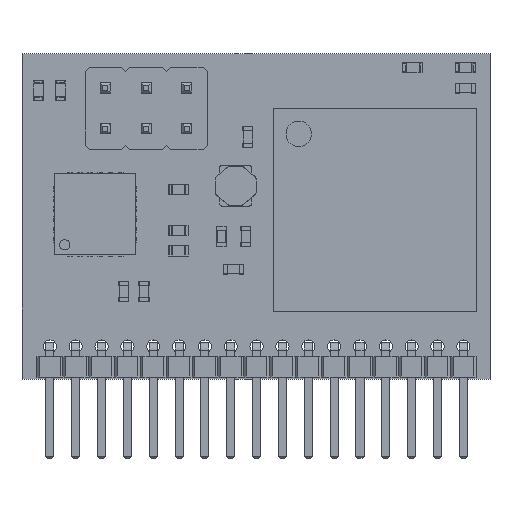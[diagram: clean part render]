
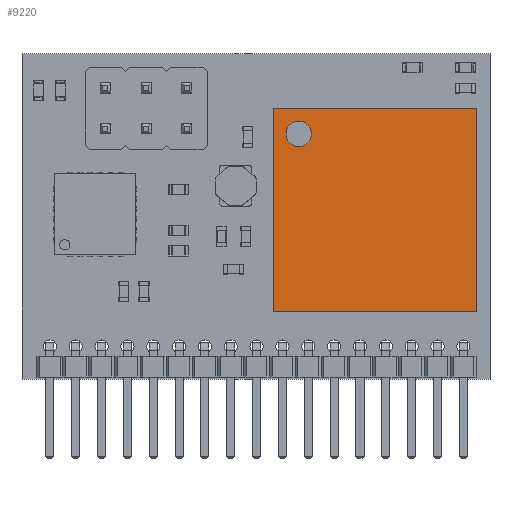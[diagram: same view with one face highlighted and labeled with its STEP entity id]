
A CAD part, top view. The second image highlights one B-rep face of the part: STEP entity #9220.
In plain terms, the highlighted planar face has unit normal (0, 0, 1).
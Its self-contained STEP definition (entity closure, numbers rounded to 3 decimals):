
#9156 = VERTEX_POINT('',#9157);
#9157 = CARTESIAN_POINT('',(-5.,-5.,0.6));
#9172 = VERTEX_POINT('',#9173);
#9173 = CARTESIAN_POINT('',(-5.,5.,0.6));
#9179 = EDGE_CURVE('',#9156,#9172,#9180,.T.);
#9180 = LINE('',#9181,#9182);
#9181 = CARTESIAN_POINT('',(-5.,-5.,0.6));
#9182 = VECTOR('',#9183,1.);
#9183 = DIRECTION('',(0.,1.,0.));
#9202 = EDGE_CURVE('',#9156,#9203,#9205,.T.);
#9203 = VERTEX_POINT('',#9204);
#9204 = CARTESIAN_POINT('',(5.,-5.,0.6));
#9205 = LINE('',#9206,#9207);
#9206 = CARTESIAN_POINT('',(-5.,-5.,0.6));
#9207 = VECTOR('',#9208,1.);
#9208 = DIRECTION('',(1.,0.,0.));
#9220 = ADVANCED_FACE('',(#9221,#9239),#9250,.T.);
#9221 = FACE_BOUND('',#9222,.T.);
#9222 = EDGE_LOOP('',(#9223,#9224,#9225,#9233));
#9223 = ORIENTED_EDGE('',*,*,#9179,.F.);
#9224 = ORIENTED_EDGE('',*,*,#9202,.T.);
#9225 = ORIENTED_EDGE('',*,*,#9226,.T.);
#9226 = EDGE_CURVE('',#9203,#9227,#9229,.T.);
#9227 = VERTEX_POINT('',#9228);
#9228 = CARTESIAN_POINT('',(5.,5.,0.6));
#9229 = LINE('',#9230,#9231);
#9230 = CARTESIAN_POINT('',(5.,-5.,0.6));
#9231 = VECTOR('',#9232,1.);
#9232 = DIRECTION('',(0.,1.,0.));
#9233 = ORIENTED_EDGE('',*,*,#9234,.F.);
#9234 = EDGE_CURVE('',#9172,#9227,#9235,.T.);
#9235 = LINE('',#9236,#9237);
#9236 = CARTESIAN_POINT('',(-5.,5.,0.6));
#9237 = VECTOR('',#9238,1.);
#9238 = DIRECTION('',(1.,0.,0.));
#9239 = FACE_BOUND('',#9240,.T.);
#9240 = EDGE_LOOP('',(#9241));
#9241 = ORIENTED_EDGE('',*,*,#9242,.F.);
#9242 = EDGE_CURVE('',#9243,#9243,#9245,.T.);
#9243 = VERTEX_POINT('',#9244);
#9244 = CARTESIAN_POINT('',(-3.125,3.75,0.6));
#9245 = CIRCLE('',#9246,0.625);
#9246 = AXIS2_PLACEMENT_3D('',#9247,#9248,#9249);
#9247 = CARTESIAN_POINT('',(-3.75,3.75,0.6));
#9248 = DIRECTION('',(0.,0.,1.));
#9249 = DIRECTION('',(1.,0.,0.));
#9250 = PLANE('',#9251);
#9251 = AXIS2_PLACEMENT_3D('',#9252,#9253,#9254);
#9252 = CARTESIAN_POINT('',(-5.,-5.,0.6));
#9253 = DIRECTION('',(0.,0.,1.));
#9254 = DIRECTION('',(1.,0.,0.));
